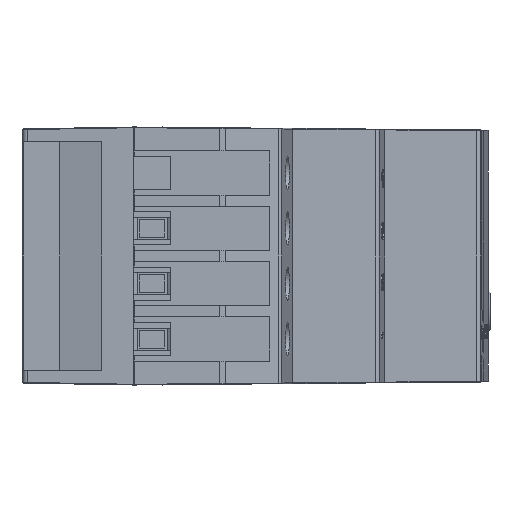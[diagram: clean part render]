
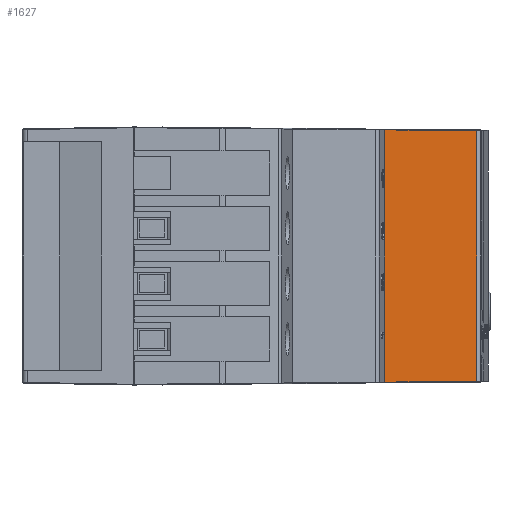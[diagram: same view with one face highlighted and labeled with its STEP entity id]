
A CAD part, front view. The second image highlights one B-rep face of the part: STEP entity #1627.
In plain terms, the highlighted planar face has unit normal (0.038, -0.999, 0).
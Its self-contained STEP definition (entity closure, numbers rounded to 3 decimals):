
#1627=ADVANCED_FACE('',(#3974),#3976,.T.);
#3974=FACE_BOUND('',#3975,.T.);
#3975=EDGE_LOOP('',(#60994,#60995,#60996,#60997));
#3976=PLANE('',#3977);
#3977=AXIS2_PLACEMENT_3D('',#3978,#3979,#3980);
#3978=CARTESIAN_POINT('',(12.5,-22.5,0.));
#3979=DIRECTION('',(0.038,-0.999,0.));
#3980=DIRECTION('',(0.999,0.038,0.));
#60994=ORIENTED_EDGE('',*,*,#67414,.F.);
#60995=ORIENTED_EDGE('',*,*,#67415,.F.);
#60996=ORIENTED_EDGE('',*,*,#67416,.T.);
#60997=ORIENTED_EDGE('',*,*,#67411,.T.);
#67411=EDGE_CURVE('',#70667,#70665,#70668,.T.);
#67414=EDGE_CURVE('',#70672,#70665,#70673,.T.);
#67415=EDGE_CURVE('',#70674,#70672,#70675,.T.);
#67416=EDGE_CURVE('',#70674,#70667,#70676,.T.);
#70665=VERTEX_POINT('',#76172);
#70667=VERTEX_POINT('',#76177);
#70668=LINE('',#76178,#76179);
#70672=VERTEX_POINT('',#76189);
#70673=LINE('',#76190,#76191);
#70674=VERTEX_POINT('',#76193);
#70675=LINE('',#76194,#76195);
#70676=LINE('',#76197,#76198);
#76172=CARTESIAN_POINT('',(24.976,-22.02,34.494));
#76177=CARTESIAN_POINT('',(24.976,-22.02,0.506));
#76178=CARTESIAN_POINT('',(24.976,-22.02,0.506));
#76179=VECTOR('',#76180,1.);
#76180=DIRECTION('',(0.,0.,1.));
#76189=CARTESIAN_POINT('',(12.5,-22.5,34.603));
#76190=CARTESIAN_POINT('',(12.5,-22.5,34.603));
#76191=VECTOR('',#76192,1.);
#76192=DIRECTION('',(0.999,0.038,-0.009));
#76193=CARTESIAN_POINT('',(12.5,-22.5,0.397));
#76194=CARTESIAN_POINT('',(12.5,-22.5,0.397));
#76195=VECTOR('',#76196,1.);
#76196=DIRECTION('',(0.,0.,1.));
#76197=CARTESIAN_POINT('',(12.5,-22.5,0.397));
#76198=VECTOR('',#76199,1.);
#76199=DIRECTION('',(0.999,0.038,0.009));
